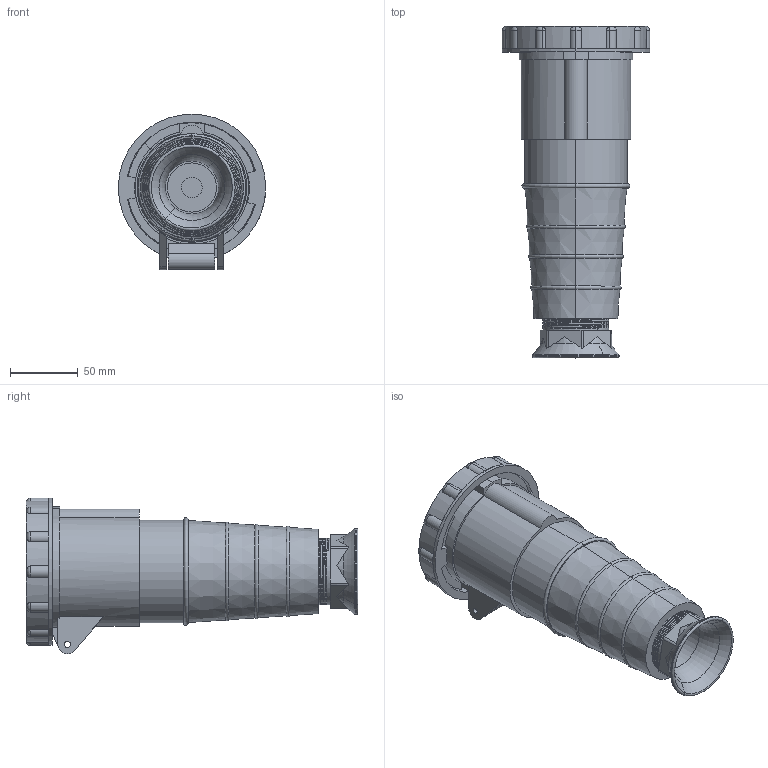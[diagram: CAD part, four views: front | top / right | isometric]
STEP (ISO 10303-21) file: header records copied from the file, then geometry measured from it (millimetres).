
FILE_DESCRIPTION (( 'STEP AP214' ), '1' );
FILE_NAME ('ps-233-63-220.ÃÌ Ðîçåòêà ïåðåíîñíàÿ 233 2Ð+ÐÅ 63À 220Â IP67 EKF.STEP', '2025-11-14T12:14:30', ( '' ), ( '' ), 'SwSTEP 2.0', 'SolidWorks 2021', '' );
FILE_SCHEMA (( 'AUTOMOTIVE_DESIGN' ));
Length unit declared in the file: millimetre
Products named in the file (1): ps-233-63-220.ÃÌ Ðîçåòêà ïåðåíîñíàÿ 233 2Ð+ÐÅ 63À 220Â IP67 EKF
Bounding box: 109 x 245.4 x 115.25 mm (x, y, z)
Volume: 839432.1 mm3; surface area: 165713.5 mm2
Topology: 5 solids, 5 shells, 256 faces, 645 edges, 412 vertices
Faces by surface type: cylinder 107, plane 89, torus 43, cone 14, bspline 3
Entity records: 13035 total; most frequent: CARTESIAN_POINT 3930, DIRECTION 1360, ORIENTED_EDGE 1290, EDGE_CURVE 645, AXIS2_PLACEMENT_3D 549, VERTEX_POINT 412, CIRCLE 295, EDGE_LOOP 281
